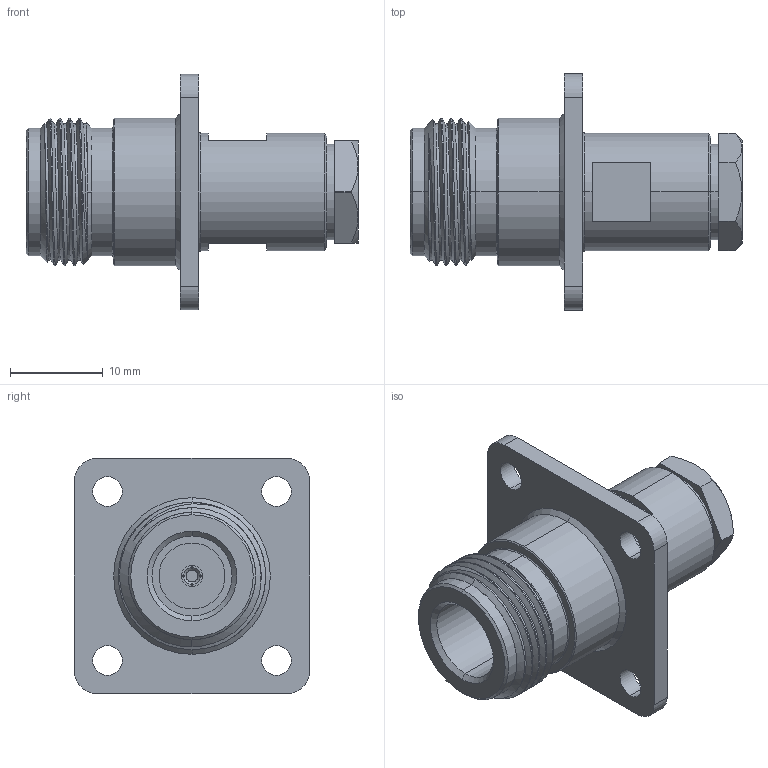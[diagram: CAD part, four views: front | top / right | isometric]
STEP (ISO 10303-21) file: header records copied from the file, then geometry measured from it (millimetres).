
FILE_DESCRIPTION (( 'STEP AP203' ), '1' );
FILE_NAME ('PE44072.step', '2019-01-28T15:45:13', ( '' ), ( '' ), 'SwSTEP 2.0', 'SolidWorks 2017', '' );
FILE_SCHEMA (( 'CONFIG_CONTROL_DESIGN' ));
Length unit declared in the file: inch
Products named in the file (1): PE44072
Bounding box: 35.78 x 25.4 x 25.4 mm (x, y, z)
Volume: 5435.9 mm3; surface area: 3606.8 mm2
Topology: 1 solids, 1 shells, 133 faces, 333 edges, 213 vertices
Faces by surface type: cylinder 56, plane 41, cone 29, bspline 5, torus 2
Entity records: 5484 total; most frequent: CARTESIAN_POINT 2312, ORIENTED_EDGE 666, DIRECTION 636, EDGE_CURVE 333, AXIS2_PLACEMENT_3D 258, VERTEX_POINT 213, EDGE_LOOP 152, ADVANCED_FACE 133
